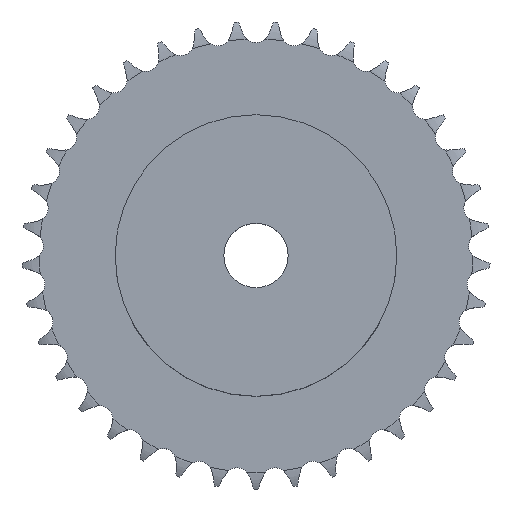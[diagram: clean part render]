
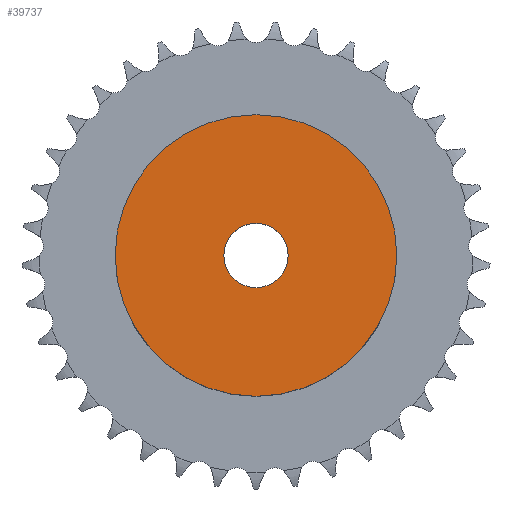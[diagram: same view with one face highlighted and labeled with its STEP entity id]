
A CAD part, top view. The second image highlights one B-rep face of the part: STEP entity #39737.
In plain terms, the highlighted planar face has unit normal (0, 0, 1).
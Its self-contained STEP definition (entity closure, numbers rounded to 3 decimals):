
#4593 = CYLINDRICAL_SURFACE('',#4594,35.);
#4594 = AXIS2_PLACEMENT_3D('',#4595,#4596,#4597);
#4595 = CARTESIAN_POINT('',(0.,0.,0.));
#4596 = DIRECTION('',(-0.,-0.,-1.));
#4597 = DIRECTION('',(1.,0.,0.));
#25078 = VERTEX_POINT('',#25079);
#25079 = CARTESIAN_POINT('',(35.,0.,30.));
#25100 = EDGE_CURVE('',#25078,#25078,#25101,.T.);
#25101 = SURFACE_CURVE('',#25102,(#25107,#25114),.PCURVE_S1.);
#25102 = CIRCLE('',#25103,35.);
#25103 = AXIS2_PLACEMENT_3D('',#25104,#25105,#25106);
#25104 = CARTESIAN_POINT('',(0.,0.,30.));
#25105 = DIRECTION('',(0.,0.,1.));
#25106 = DIRECTION('',(1.,0.,0.));
#25107 = PCURVE('',#4593,#25108);
#25108 = DEFINITIONAL_REPRESENTATION('',(#25109),#25113);
#25109 = LINE('',#25110,#25111);
#25110 = CARTESIAN_POINT('',(-0.,-30.));
#25111 = VECTOR('',#25112,1.);
#25112 = DIRECTION('',(-1.,0.));
#25113 = ( GEOMETRIC_REPRESENTATION_CONTEXT(2) 
PARAMETRIC_REPRESENTATION_CONTEXT() REPRESENTATION_CONTEXT('2D SPACE',''
  ) );
#25114 = PCURVE('',#25115,#25120);
#25115 = PLANE('',#25116);
#25116 = AXIS2_PLACEMENT_3D('',#25117,#25118,#25119);
#25117 = CARTESIAN_POINT('',(0.,0.,30.)
  );
#25118 = DIRECTION('',(0.,0.,1.));
#25119 = DIRECTION('',(1.,0.,0.));
#25120 = DEFINITIONAL_REPRESENTATION('',(#25121),#25125);
#25121 = CIRCLE('',#25122,35.);
#25122 = AXIS2_PLACEMENT_2D('',#25123,#25124);
#25123 = CARTESIAN_POINT('',(0.,0.));
#25124 = DIRECTION('',(1.,0.));
#25125 = ( GEOMETRIC_REPRESENTATION_CONTEXT(2) 
PARAMETRIC_REPRESENTATION_CONTEXT() REPRESENTATION_CONTEXT('2D SPACE',''
  ) );
#33642 = CYLINDRICAL_SURFACE('',#33643,8.);
#33643 = AXIS2_PLACEMENT_3D('',#33644,#33645,#33646);
#33644 = CARTESIAN_POINT('',(0.,0.,176.837));
#33645 = DIRECTION('',(0.,0.,1.));
#33646 = DIRECTION('',(1.,0.,0.));
#39737 = ADVANCED_FACE('',(#39738,#39741),#25115,.T.);
#39738 = FACE_BOUND('',#39739,.T.);
#39739 = EDGE_LOOP('',(#39740));
#39740 = ORIENTED_EDGE('',*,*,#25100,.T.);
#39741 = FACE_BOUND('',#39742,.T.);
#39742 = EDGE_LOOP('',(#39743));
#39743 = ORIENTED_EDGE('',*,*,#39744,.F.);
#39744 = EDGE_CURVE('',#39745,#39745,#39747,.T.);
#39745 = VERTEX_POINT('',#39746);
#39746 = CARTESIAN_POINT('',(8.,0.,30.));
#39747 = SURFACE_CURVE('',#39748,(#39753,#39760),.PCURVE_S1.);
#39748 = CIRCLE('',#39749,8.);
#39749 = AXIS2_PLACEMENT_3D('',#39750,#39751,#39752);
#39750 = CARTESIAN_POINT('',(0.,0.,30.));
#39751 = DIRECTION('',(0.,0.,1.));
#39752 = DIRECTION('',(1.,0.,0.));
#39753 = PCURVE('',#25115,#39754);
#39754 = DEFINITIONAL_REPRESENTATION('',(#39755),#39759);
#39755 = CIRCLE('',#39756,8.);
#39756 = AXIS2_PLACEMENT_2D('',#39757,#39758);
#39757 = CARTESIAN_POINT('',(0.,0.));
#39758 = DIRECTION('',(1.,0.));
#39759 = ( GEOMETRIC_REPRESENTATION_CONTEXT(2) 
PARAMETRIC_REPRESENTATION_CONTEXT() REPRESENTATION_CONTEXT('2D SPACE',''
  ) );
#39760 = PCURVE('',#33642,#39761);
#39761 = DEFINITIONAL_REPRESENTATION('',(#39762),#39766);
#39762 = LINE('',#39763,#39764);
#39763 = CARTESIAN_POINT('',(0.,-146.837));
#39764 = VECTOR('',#39765,1.);
#39765 = DIRECTION('',(1.,0.));
#39766 = ( GEOMETRIC_REPRESENTATION_CONTEXT(2) 
PARAMETRIC_REPRESENTATION_CONTEXT() REPRESENTATION_CONTEXT('2D SPACE',''
  ) );
